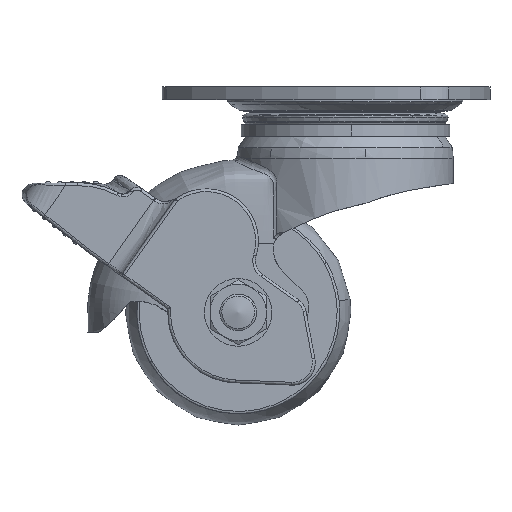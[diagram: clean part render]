
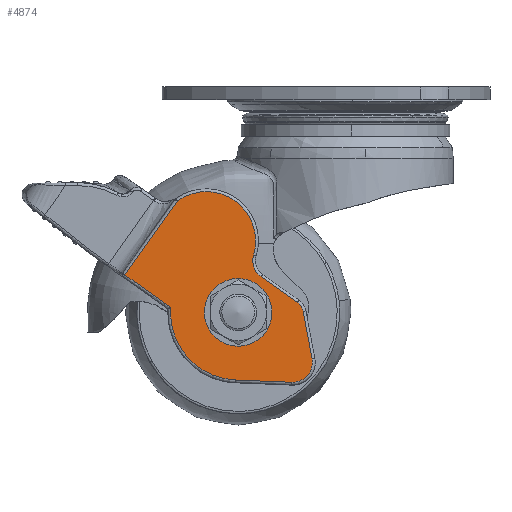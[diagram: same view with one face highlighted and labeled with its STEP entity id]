
A CAD part, front view. The second image highlights one B-rep face of the part: STEP entity #4874.
In plain terms, the highlighted free-form (B-spline) face has degree [1, 1] with [2, 2] control points.
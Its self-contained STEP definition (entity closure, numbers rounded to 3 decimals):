
#62=CARTESIAN_POINT('',(-19.0,-23.1,-43.0));
#63=VERTEX_POINT('',#62);
#64=CARTESIAN_POINT('',(-16.023,-23.1,-40.372));
#65=VERTEX_POINT('',#64);
#66=CARTESIAN_POINT('',(-19.0,-23.1,-43.0));
#67=CARTESIAN_POINT('',(-16.352,-23.1,-43.0));
#68=CARTESIAN_POINT('',(-16.023,-23.1,-40.372));
#76=(BOUNDED_CURVE()B_SPLINE_CURVE(2,(#66,#67,#68),.UNSPECIFIED.,.F.,.U.)B_SPLINE_CURVE_WITH_KNOTS((3,3),(0.5,0.729),.UNSPECIFIED.)CURVE()GEOMETRIC_REPRESENTATION_ITEM()RATIONAL_B_SPLINE_CURVE((1.0,0.732,0.954))REPRESENTATION_ITEM(''));
#77=EDGE_CURVE('',#63,#65,#76,.T.);
#118=CARTESIAN_POINT('',(-22.,-23.1,-39.974));
#119=VERTEX_POINT('',#118);
#125=CARTESIAN_POINT('',(-22.,-23.1,-39.974));
#126=CARTESIAN_POINT('',(-22.0,-23.1,-39.987));
#127=CARTESIAN_POINT('',(-22.0,-23.1,-40.0));
#128=CARTESIAN_POINT('',(-22.,-23.1,-43.));
#129=CARTESIAN_POINT('',(-19.0,-23.1,-43.0));
#137=(BOUNDED_CURVE()B_SPLINE_CURVE(2,(#125,#126,#127,#128,#129),.UNSPECIFIED.,.F.,.U.)B_SPLINE_CURVE_WITH_KNOTS((3,2,3),(0.248,0.25,0.5),.UNSPECIFIED.)CURVE()GEOMETRIC_REPRESENTATION_ITEM()RATIONAL_B_SPLINE_CURVE((0.996,0.998,1.0,0.707,1.0))REPRESENTATION_ITEM(''));
#138=EDGE_CURVE('',#119,#63,#137,.T.);
#165=CARTESIAN_POINT('',(-19.0,-23.1,-37.0));
#166=VERTEX_POINT('',#165);
#167=CARTESIAN_POINT('',(-16.023,-23.1,-40.372));
#168=CARTESIAN_POINT('',(-16.,-23.1,-40.187));
#169=CARTESIAN_POINT('',(-16.0,-23.1,-40.0));
#170=CARTESIAN_POINT('',(-16.,-23.1,-37.0));
#171=CARTESIAN_POINT('',(-19.0,-23.1,-37.0));
#179=(BOUNDED_CURVE()B_SPLINE_CURVE(2,(#167,#168,#169,#170,#171),.UNSPECIFIED.,.F.,.U.)B_SPLINE_CURVE_WITH_KNOTS((3,2,3),(0.729,0.75,1.0),.UNSPECIFIED.)CURVE()GEOMETRIC_REPRESENTATION_ITEM()RATIONAL_B_SPLINE_CURVE((0.954,0.975,1.0,0.707,1.0))REPRESENTATION_ITEM(''));
#180=EDGE_CURVE('',#65,#166,#179,.T.);
#182=CARTESIAN_POINT('',(-19.0,-23.1,-37.0));
#183=CARTESIAN_POINT('',(-21.974,-23.1,-37.));
#184=CARTESIAN_POINT('',(-22.,-23.1,-39.974));
#192=(BOUNDED_CURVE()B_SPLINE_CURVE(2,(#182,#183,#184),.UNSPECIFIED.,.F.,.U.)B_SPLINE_CURVE_WITH_KNOTS((3,3),(0.0,0.248),.UNSPECIFIED.)CURVE()GEOMETRIC_REPRESENTATION_ITEM()RATIONAL_B_SPLINE_CURVE((1.0,0.709,0.996))REPRESENTATION_ITEM(''));
#193=EDGE_CURVE('',#166,#119,#192,.T.);
#2476=CARTESIAN_POINT('',(-29.829,-23.1,-20.269));
#2477=VERTEX_POINT('',#2476);
#3605=CARTESIAN_POINT('',(-39.102,-23.1,-33.347));
#3606=VERTEX_POINT('',#3605);
#4202=CARTESIAN_POINT('',(-30.967,-23.1,-39.115));
#4203=VERTEX_POINT('',#4202);
#4227=CARTESIAN_POINT('',(-30.967,-23.1,-39.115));
#4228=CARTESIAN_POINT('',(-39.102,-23.1,-33.347));
#4229=QUASI_UNIFORM_CURVE('',1,(#4227,#4228),.UNSPECIFIED.,.F.,.U.);
#4230=EDGE_CURVE('',#4203,#3606,#4229,.T.);
#4253=CARTESIAN_POINT('',(-19.49,-23.1,-51.99));
#4254=VERTEX_POINT('',#4253);
#4270=CARTESIAN_POINT('',(-19.49,-23.1,-51.99));
#4271=CARTESIAN_POINT('',(-24.572,-23.1,-51.783));
#4272=CARTESIAN_POINT('',(-27.957,-23.1,-47.985));
#4273=CARTESIAN_POINT('',(-31.342,-23.1,-44.188));
#4274=CARTESIAN_POINT('',(-30.967,-23.1,-39.115));
#4282=(BOUNDED_CURVE()B_SPLINE_CURVE(2,(#4270,#4271,#4272,#4273,#4274),.UNSPECIFIED.,.F.,.U.)B_SPLINE_CURVE_WITH_KNOTS((3,2,3),(0.0,0.5,1.0),.UNSPECIFIED.)CURVE()GEOMETRIC_REPRESENTATION_ITEM()RATIONAL_B_SPLINE_CURVE((1.0,0.921,1.0,0.921,1.0))REPRESENTATION_ITEM(''));
#4283=EDGE_CURVE('',#4254,#4203,#4282,.T.);
#4324=CARTESIAN_POINT('',(-39.102,-23.1,-33.347));
#4325=CARTESIAN_POINT('',(-29.829,-23.1,-20.269));
#4326=QUASI_UNIFORM_CURVE('',1,(#4324,#4325),.UNSPECIFIED.,.F.,.U.);
#4327=EDGE_CURVE('',#3606,#2477,#4326,.T.);
#4347=CARTESIAN_POINT('',(-9.485,-23.1,-52.398));
#4348=VERTEX_POINT('',#4347);
#4364=CARTESIAN_POINT('',(-9.485,-23.1,-52.398));
#4365=CARTESIAN_POINT('',(-19.49,-23.1,-51.99));
#4366=QUASI_UNIFORM_CURVE('',1,(#4364,#4365),.UNSPECIFIED.,.F.,.U.);
#4367=EDGE_CURVE('',#4348,#4254,#4366,.T.);
#4395=CARTESIAN_POINT('',(-29.795,-23.1,-20.245));
#4396=VERTEX_POINT('',#4395);
#4397=CARTESIAN_POINT('',(-29.829,-23.1,-20.269));
#4398=CARTESIAN_POINT('',(-29.812,-23.1,-20.257));
#4399=CARTESIAN_POINT('',(-29.795,-23.1,-20.245));
#4407=(BOUNDED_CURVE()B_SPLINE_CURVE(2,(#4397,#4398,#4399),.UNSPECIFIED.,.F.,.U.)CURVE()GEOMETRIC_REPRESENTATION_ITEM()QUASI_UNIFORM_CURVE()RATIONAL_B_SPLINE_CURVE((1.0,1.,1.0))REPRESENTATION_ITEM(''));
#4408=EDGE_CURVE('',#2477,#4396,#4407,.T.);
#4461=CARTESIAN_POINT('',(-5.903,-23.1,-48.254));
#4462=VERTEX_POINT('',#4461);
#4478=CARTESIAN_POINT('',(-5.903,-23.1,-48.254));
#4479=CARTESIAN_POINT('',(-5.591,-23.1,-49.913));
#4480=CARTESIAN_POINT('',(-6.695,-23.1,-51.19));
#4481=CARTESIAN_POINT('',(-7.799,-23.1,-52.467));
#4482=CARTESIAN_POINT('',(-9.485,-23.1,-52.398));
#4490=(BOUNDED_CURVE()B_SPLINE_CURVE(2,(#4478,#4479,#4480,#4481,#4482),.UNSPECIFIED.,.F.,.U.)B_SPLINE_CURVE_WITH_KNOTS((3,2,3),(0.0,0.5,1.0),.UNSPECIFIED.)CURVE()GEOMETRIC_REPRESENTATION_ITEM()RATIONAL_B_SPLINE_CURVE((1.0,0.901,1.0,0.901,1.0))REPRESENTATION_ITEM(''));
#4491=EDGE_CURVE('',#4462,#4348,#4490,.T.);
#4537=CARTESIAN_POINT('',(-16.282,-23.1,-29.826));
#4538=VERTEX_POINT('',#4537);
#4568=CARTESIAN_POINT('',(-29.795,-23.1,-20.245));
#4569=CARTESIAN_POINT('',(-24.719,-23.1,-16.577));
#4570=CARTESIAN_POINT('',(-19.61,-23.1,-20.199));
#4571=CARTESIAN_POINT('',(-14.5,-23.1,-23.822));
#4572=CARTESIAN_POINT('',(-16.282,-23.1,-29.826));
#4580=(BOUNDED_CURVE()B_SPLINE_CURVE(2,(#4568,#4569,#4570,#4571,#4572),.UNSPECIFIED.,.F.,.U.)B_SPLINE_CURVE_WITH_KNOTS((3,2,3),(0.0,0.5,1.0),.UNSPECIFIED.)CURVE()GEOMETRIC_REPRESENTATION_ITEM()RATIONAL_B_SPLINE_CURVE((1.0,0.813,1.0,0.813,1.0))REPRESENTATION_ITEM(''));
#4581=EDGE_CURVE('',#4396,#4538,#4580,.T.);
#4600=CARTESIAN_POINT('',(-7.489,-23.1,-39.828));
#4601=VERTEX_POINT('',#4600);
#4617=CARTESIAN_POINT('',(-7.489,-23.1,-39.828));
#4618=CARTESIAN_POINT('',(-5.903,-23.1,-48.254));
#4619=QUASI_UNIFORM_CURVE('',1,(#4617,#4618),.UNSPECIFIED.,.F.,.U.);
#4620=EDGE_CURVE('',#4601,#4462,#4619,.T.);
#4650=CARTESIAN_POINT('',(-14.951,-23.1,-33.677));
#4651=VERTEX_POINT('',#4650);
#4681=CARTESIAN_POINT('',(-16.282,-23.1,-29.826));
#4682=CARTESIAN_POINT('',(-16.995,-23.1,-32.228));
#4683=CARTESIAN_POINT('',(-14.951,-23.1,-33.677));
#4691=(BOUNDED_CURVE()B_SPLINE_CURVE(2,(#4681,#4682,#4683),.UNSPECIFIED.,.F.,.U.)CURVE()GEOMETRIC_REPRESENTATION_ITEM()QUASI_UNIFORM_CURVE()RATIONAL_B_SPLINE_CURVE((1.0,0.813,1.0))REPRESENTATION_ITEM(''));
#4692=EDGE_CURVE('',#4538,#4651,#4691,.T.);
#4714=CARTESIAN_POINT('',(-8.5,-23.1,-38.251));
#4715=VERTEX_POINT('',#4714);
#4731=CARTESIAN_POINT('',(-8.5,-23.1,-38.251));
#4732=CARTESIAN_POINT('',(-7.676,-23.1,-38.835));
#4733=CARTESIAN_POINT('',(-7.489,-23.1,-39.828));
#4741=(BOUNDED_CURVE()B_SPLINE_CURVE(2,(#4731,#4732,#4733),.UNSPECIFIED.,.F.,.U.)CURVE()GEOMETRIC_REPRESENTATION_ITEM()QUASI_UNIFORM_CURVE()RATIONAL_B_SPLINE_CURVE((1.0,0.927,1.0))REPRESENTATION_ITEM(''));
#4742=EDGE_CURVE('',#4715,#4601,#4741,.T.);
#4776=CARTESIAN_POINT('',(-14.951,-23.1,-33.677));
#4777=CARTESIAN_POINT('',(-8.5,-23.1,-38.251));
#4778=QUASI_UNIFORM_CURVE('',1,(#4776,#4777),.UNSPECIFIED.,.F.,.U.);
#4779=EDGE_CURVE('',#4651,#4715,#4778,.T.);
#4850=CARTESIAN_POINT('',(-40.763,-23.1,-54.089));
#4851=CARTESIAN_POINT('',(-4.181,-23.1,-54.089));
#4852=CARTESIAN_POINT('',(-40.763,-23.1,-16.904));
#4853=CARTESIAN_POINT('',(-4.181,-23.1,-16.904));
#4854=B_SPLINE_SURFACE_WITH_KNOTS('',1,1,((#4850,#4852),(#4851,#4853)),.UNSPECIFIED.,.F.,.F.,.U.,(2,2),(2,2),(0.0,36.582),(0.0,37.185),.UNSPECIFIED.);
#4855=ORIENTED_EDGE('',*,*,#4283,.F.);
#4856=ORIENTED_EDGE('',*,*,#4367,.F.);
#4857=ORIENTED_EDGE('',*,*,#4491,.F.);
#4858=ORIENTED_EDGE('',*,*,#4620,.F.);
#4859=ORIENTED_EDGE('',*,*,#4742,.F.);
#4860=ORIENTED_EDGE('',*,*,#4779,.F.);
#4861=ORIENTED_EDGE('',*,*,#4692,.F.);
#4862=ORIENTED_EDGE('',*,*,#4581,.F.);
#4863=ORIENTED_EDGE('',*,*,#4408,.F.);
#4864=ORIENTED_EDGE('',*,*,#4327,.F.);
#4865=ORIENTED_EDGE('',*,*,#4230,.F.);
#4866=EDGE_LOOP('',(#4855,#4856,#4857,#4858,#4859,#4860,#4861,#4862,#4863,#4864,#4865));
#4867=FACE_OUTER_BOUND('',#4866,.T.);
#4868=ORIENTED_EDGE('',*,*,#193,.F.);
#4869=ORIENTED_EDGE('',*,*,#180,.F.);
#4870=ORIENTED_EDGE('',*,*,#77,.F.);
#4871=ORIENTED_EDGE('',*,*,#138,.F.);
#4872=EDGE_LOOP('',(#4868,#4869,#4870,#4871));
#4873=FACE_BOUND('',#4872,.T.);
#4874=ADVANCED_FACE('',(#4867,#4873),#4854,.T.);
